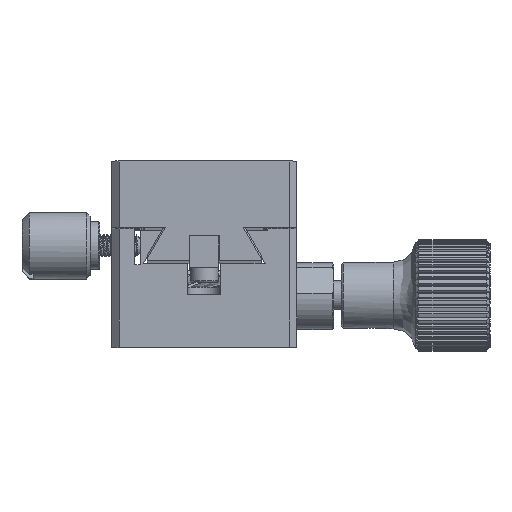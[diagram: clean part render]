
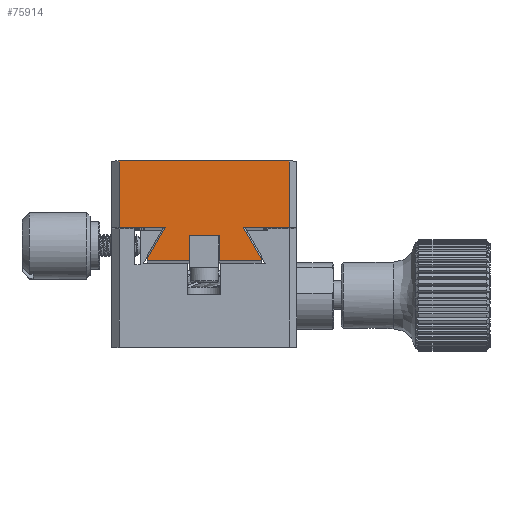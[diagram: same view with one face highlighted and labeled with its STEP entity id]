
A CAD part, top view. The second image highlights one B-rep face of the part: STEP entity #75914.
In plain terms, the highlighted planar face has unit normal (0, 0, 1).
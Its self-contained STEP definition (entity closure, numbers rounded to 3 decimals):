
#56 = LINE ( 'NONE', #73011, #78580 ) ;
#423 = DIRECTION ( 'NONE',  ( 0., -1., 0. ) ) ;
#2962 = EDGE_CURVE ( 'NONE', #19946, #100311, #100253, .T. ) ;
#3805 = ORIENTED_EDGE ( 'NONE', *, *, #75518, .F. ) ;
#4631 = VECTOR ( 'NONE', #423, 1000. ) ;
#7038 = EDGE_CURVE ( 'NONE', #83875, #80963, #57414, .T. ) ;
#10534 = EDGE_LOOP ( 'NONE', ( #122749, #77387, #3805, #79391, #113251, #52292, #153257, #120951, #25764, #114179, #88672, #114448, #22781, #128435 ) ) ;
#11630 = CARTESIAN_POINT ( 'NONE',  ( -2., 26., 199.645 ) ) ;
#15410 = DIRECTION ( 'NONE',  ( -1., 0., 0. ) ) ;
#16079 = VECTOR ( 'NONE', #96925, 1000. ) ;
#16394 = DIRECTION ( 'NONE',  ( -1., 0., 0. ) ) ;
#18963 = VERTEX_POINT ( 'NONE', #117484 ) ;
#19946 = VERTEX_POINT ( 'NONE', #68457 ) ;
#20146 = VECTOR ( 'NONE', #74523, 1000. ) ;
#21352 = EDGE_CURVE ( 'NONE', #71500, #18963, #56, .T. ) ;
#21965 = DIRECTION ( 'NONE',  ( 0., -1., 0. ) ) ;
#22060 = CARTESIAN_POINT ( 'NONE',  ( 2., 15.9, 199.645 ) ) ;
#22781 = ORIENTED_EDGE ( 'NONE', *, *, #2962, .F. ) ;
#24513 = VECTOR ( 'NONE', #86529, 1000. ) ;
#24792 = CARTESIAN_POINT ( 'NONE',  ( 5.5, 17., 199.645 ) ) ;
#25610 = CARTESIAN_POINT ( 'NONE',  ( 0., 17., 199.645 ) ) ;
#25764 = ORIENTED_EDGE ( 'NONE', *, *, #21352, .F. ) ;
#27422 = EDGE_CURVE ( 'NONE', #80963, #19946, #109752, .T. ) ;
#28132 = VERTEX_POINT ( 'NONE', #134402 ) ;
#28605 = VECTOR ( 'NONE', #39320, 1000. ) ;
#29116 = CARTESIAN_POINT ( 'NONE',  ( -5.269, 17., 199.645 ) ) ;
#29220 = FACE_OUTER_BOUND ( 'NONE', #10534, .T. ) ;
#36211 = VERTEX_POINT ( 'NONE', #22060 ) ;
#36826 = LINE ( 'NONE', #24792, #16079 ) ;
#36848 = CARTESIAN_POINT ( 'NONE',  ( 0., 12.5, 199.645 ) ) ;
#38099 = CARTESIAN_POINT ( 'NONE',  ( 0., 12.5, 199.645 ) ) ;
#39320 = DIRECTION ( 'NONE',  ( 0., 1., 0. ) ) ;
#39465 = EDGE_CURVE ( 'NONE', #109527, #36211, #105345, .T. ) ;
#42949 = DIRECTION ( 'NONE',  ( 0., -1., 0. ) ) ;
#44344 = CARTESIAN_POINT ( 'NONE',  ( -7.698, 12.793, 199.645 ) ) ;
#44598 = CARTESIAN_POINT ( 'NONE',  ( -7.698, 12.793, 199.645 ) ) ;
#49545 = DIRECTION ( 'NONE',  ( -1., 0., 0. ) ) ;
#52292 = ORIENTED_EDGE ( 'NONE', *, *, #39465, .F. ) ;
#54072 = DIRECTION ( 'NONE',  ( 0., 0., -1. ) ) ;
#54080 = EDGE_CURVE ( 'NONE', #131231, #109527, #60113, .T. ) ;
#54198 = VECTOR ( 'NONE', #67864, 1000. ) ;
#57414 = LINE ( 'NONE', #44598, #93323 ) ;
#59430 = CARTESIAN_POINT ( 'NONE',  ( 11.5, 17., 199.645 ) ) ;
#60113 = LINE ( 'NONE', #36848, #24513 ) ;
#63936 = VECTOR ( 'NONE', #142926, 1000. ) ;
#64376 = VECTOR ( 'NONE', #15410, 1000. ) ;
#65446 = CARTESIAN_POINT ( 'NONE',  ( -7.698, 12.5, 199.645 ) ) ;
#65723 = CARTESIAN_POINT ( 'NONE',  ( -11.5, 26., 199.645 ) ) ;
#67864 = DIRECTION ( 'NONE',  ( 0., 1., 0. ) ) ;
#68457 = CARTESIAN_POINT ( 'NONE',  ( -11.5, 17., 199.645 ) ) ;
#68652 = DIRECTION ( 'NONE',  ( 0.5, 0.866, 0. ) ) ;
#71500 = VERTEX_POINT ( 'NONE', #147007 ) ;
#71880 = VECTOR ( 'NONE', #49545, 1000. ) ;
#72587 = VERTEX_POINT ( 'NONE', #96681 ) ;
#72883 = VERTEX_POINT ( 'NONE', #123107 ) ;
#73011 = CARTESIAN_POINT ( 'NONE',  ( 5.269, 17., 199.645 ) ) ;
#74523 = DIRECTION ( 'NONE',  ( -1., 0., 0. ) ) ;
#75518 = EDGE_CURVE ( 'NONE', #28132, #72883, #148656, .T. ) ;
#75914 = ADVANCED_FACE ( 'NONE', ( #29220 ), #78114, .F. ) ;
#77387 = ORIENTED_EDGE ( 'NONE', *, *, #123540, .T. ) ;
#78114 = PLANE ( 'NONE',  #142708 ) ;
#78426 = EDGE_CURVE ( 'NONE', #72587, #150669, #83682, .T. ) ;
#78580 = VECTOR ( 'NONE', #121844, 1000. ) ;
#79391 = ORIENTED_EDGE ( 'NONE', *, *, #86193, .F. ) ;
#80963 = VERTEX_POINT ( 'NONE', #29116 ) ;
#83682 = LINE ( 'NONE', #154994, #93999 ) ;
#83875 = VERTEX_POINT ( 'NONE', #44344 ) ;
#86193 = EDGE_CURVE ( 'NONE', #147426, #28132, #131852, .T. ) ;
#86529 = DIRECTION ( 'NONE',  ( -1., 0., 0. ) ) ;
#88672 = ORIENTED_EDGE ( 'NONE', *, *, #78426, .F. ) ;
#91057 = LINE ( 'NONE', #65446, #145401 ) ;
#93323 = VECTOR ( 'NONE', #68652, 1000. ) ;
#93999 = VECTOR ( 'NONE', #21965, 1000. ) ;
#94868 = DIRECTION ( 'NONE',  ( -1., 0., 0. ) ) ;
#96681 = CARTESIAN_POINT ( 'NONE',  ( 11.5, 26., 199.645 ) ) ;
#96925 = DIRECTION ( 'NONE',  ( -1., 0., 0. ) ) ;
#100253 = LINE ( 'NONE', #65723, #28605 ) ;
#100311 = VERTEX_POINT ( 'NONE', #114870 ) ;
#100816 = CARTESIAN_POINT ( 'NONE',  ( -12.5, 26., 199.645 ) ) ;
#105345 = LINE ( 'NONE', #156547, #63936 ) ;
#105915 = EDGE_CURVE ( 'NONE', #150669, #71500, #36826, .T. ) ;
#106449 = CARTESIAN_POINT ( 'NONE',  ( 2., 12.5, 199.645 ) ) ;
#109527 = VERTEX_POINT ( 'NONE', #106449 ) ;
#109752 = LINE ( 'NONE', #25610, #20146 ) ;
#110603 = CARTESIAN_POINT ( 'NONE',  ( -2., 15.9, 199.645 ) ) ;
#112326 = VECTOR ( 'NONE', #16394, 1000. ) ;
#113127 = EDGE_CURVE ( 'NONE', #36211, #147426, #125199, .T. ) ;
#113251 = ORIENTED_EDGE ( 'NONE', *, *, #113127, .F. ) ;
#114179 = ORIENTED_EDGE ( 'NONE', *, *, #105915, .F. ) ;
#114448 = ORIENTED_EDGE ( 'NONE', *, *, #132161, .T. ) ;
#114870 = CARTESIAN_POINT ( 'NONE',  ( -11.5, 26., 199.645 ) ) ;
#117484 = CARTESIAN_POINT ( 'NONE',  ( 7.698, 12.793, 199.645 ) ) ;
#120951 = ORIENTED_EDGE ( 'NONE', *, *, #146859, .T. ) ;
#121844 = DIRECTION ( 'NONE',  ( 0.5, -0.866, 0. ) ) ;
#122749 = ORIENTED_EDGE ( 'NONE', *, *, #7038, .F. ) ;
#123107 = CARTESIAN_POINT ( 'NONE',  ( -7.698, 12.5, 199.645 ) ) ;
#123246 = LINE ( 'NONE', #100816, #71880 ) ;
#123540 = EDGE_CURVE ( 'NONE', #83875, #72883, #91057, .T. ) ;
#124210 = CARTESIAN_POINT ( 'NONE',  ( 7.698, 12.5, 199.645 ) ) ;
#125199 = LINE ( 'NONE', #137999, #64376 ) ;
#125589 = CARTESIAN_POINT ( 'NONE',  ( 7.698, 12.5, 199.645 ) ) ;
#126961 = CARTESIAN_POINT ( 'NONE',  ( 0., 26., 199.645 ) ) ;
#128435 = ORIENTED_EDGE ( 'NONE', *, *, #27422, .F. ) ;
#131231 = VERTEX_POINT ( 'NONE', #124210 ) ;
#131852 = LINE ( 'NONE', #11630, #4631 ) ;
#132161 = EDGE_CURVE ( 'NONE', #72587, #100311, #123246, .T. ) ;
#134402 = CARTESIAN_POINT ( 'NONE',  ( -2., 12.5, 199.645 ) ) ;
#137999 = CARTESIAN_POINT ( 'NONE',  ( 0., 15.9, 199.645 ) ) ;
#139940 = LINE ( 'NONE', #125589, #54198 ) ;
#142708 = AXIS2_PLACEMENT_3D ( 'NONE', #126961, #54072, #94868 ) ;
#142926 = DIRECTION ( 'NONE',  ( 0., 1., 0. ) ) ;
#145401 = VECTOR ( 'NONE', #42949, 1000. ) ;
#146859 = EDGE_CURVE ( 'NONE', #131231, #18963, #139940, .T. ) ;
#147007 = CARTESIAN_POINT ( 'NONE',  ( 5.269, 17., 199.645 ) ) ;
#147426 = VERTEX_POINT ( 'NONE', #110603 ) ;
#148656 = LINE ( 'NONE', #38099, #112326 ) ;
#150669 = VERTEX_POINT ( 'NONE', #59430 ) ;
#153257 = ORIENTED_EDGE ( 'NONE', *, *, #54080, .F. ) ;
#154994 = CARTESIAN_POINT ( 'NONE',  ( 11.5, 26., 199.645 ) ) ;
#156547 = CARTESIAN_POINT ( 'NONE',  ( 2., 26., 199.645 ) ) ;
